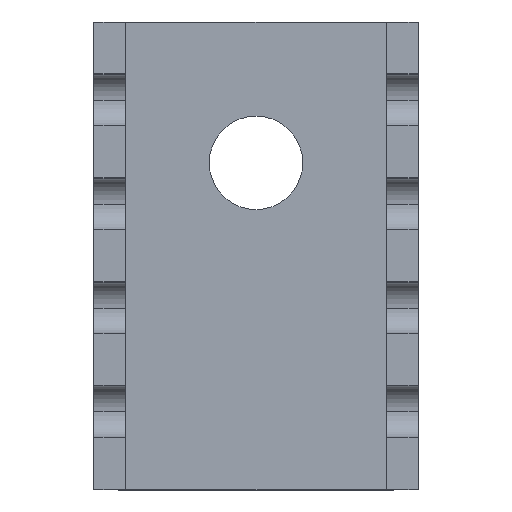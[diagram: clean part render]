
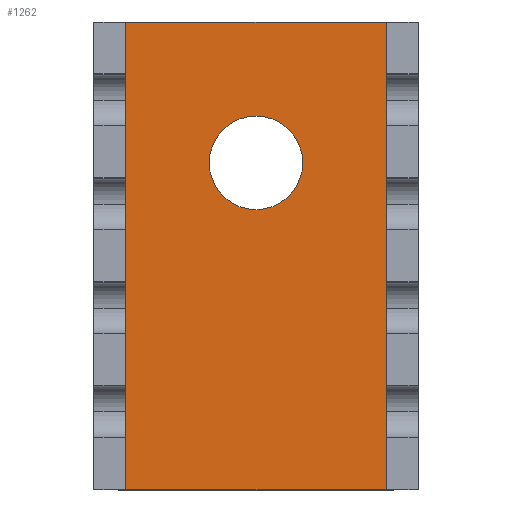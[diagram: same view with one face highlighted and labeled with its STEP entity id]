
A CAD part, top view. The second image highlights one B-rep face of the part: STEP entity #1262.
In plain terms, the highlighted planar face has unit normal (0, 0, 1).
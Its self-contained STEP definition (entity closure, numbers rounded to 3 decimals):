
#908=CARTESIAN_POINT('',(1.905,0.0,1.27));
#909=VERTEX_POINT('',#908);
#925=CARTESIAN_POINT('',(-1.905,0.,1.27));
#926=VERTEX_POINT('',#925);
#933=CARTESIAN_POINT('',(0.0,0.0,1.27));
#934=DIRECTION('',(0.0,0.0,-1.0));
#935=DIRECTION('',(1.0,0.0,0.0));
#936=AXIS2_PLACEMENT_3D('',#933,#934,#935);
#937=CIRCLE('',#936,1.905);
#938=EDGE_CURVE('',#909,#926,#937,.T.);
#1107=CARTESIAN_POINT('',(-6.605,5.72,1.27));
#1108=VERTEX_POINT('',#1107);
#1115=CARTESIAN_POINT('',(6.605,5.72,1.27));
#1116=VERTEX_POINT('',#1115);
#1117=CARTESIAN_POINT('',(-6.605,5.72,1.27));
#1118=DIRECTION('',(1.0,0.0,0.0));
#1119=VECTOR('',#1118,13.21);
#1120=LINE('',#1117,#1119);
#1121=EDGE_CURVE('',#1108,#1116,#1120,.T.);
#1167=CARTESIAN_POINT('',(6.605,-13.33,1.27));
#1168=VERTEX_POINT('',#1167);
#1169=CARTESIAN_POINT('',(6.605,5.72,1.27));
#1170=DIRECTION('',(0.0,-1.0,0.0));
#1171=VECTOR('',#1170,19.05);
#1172=LINE('',#1169,#1171);
#1173=EDGE_CURVE('',#1116,#1168,#1172,.T.);
#1190=CARTESIAN_POINT('',(0.0,0.0,1.27));
#1191=DIRECTION('',(0.0,0.0,-1.0));
#1192=DIRECTION('',(1.0,0.0,0.0));
#1193=AXIS2_PLACEMENT_3D('',#1190,#1191,#1192);
#1194=CIRCLE('',#1193,1.905);
#1195=EDGE_CURVE('',#926,#909,#1194,.T.);
#1208=CARTESIAN_POINT('',(-6.605,-13.33,1.27));
#1209=VERTEX_POINT('',#1208);
#1216=CARTESIAN_POINT('',(-6.605,-13.33,1.27));
#1217=DIRECTION('',(0.0,1.0,0.0));
#1218=VECTOR('',#1217,19.05);
#1219=LINE('',#1216,#1218);
#1220=EDGE_CURVE('',#1209,#1108,#1219,.T.);
#1236=CARTESIAN_POINT('',(6.605,-13.33,1.27));
#1237=DIRECTION('',(-1.0,0.0,0.0));
#1238=VECTOR('',#1237,13.21);
#1239=LINE('',#1236,#1238);
#1240=EDGE_CURVE('',#1168,#1209,#1239,.T.);
#1247=CARTESIAN_POINT('',(0.,-3.805,1.27));
#1248=DIRECTION('',(0.0,0.0,1.0));
#1249=DIRECTION('',(0.0,-1.0,0.0));
#1250=AXIS2_PLACEMENT_3D('',#1247,#1248,#1249);
#1251=PLANE('',#1250);
#1252=ORIENTED_EDGE('',*,*,#1220,.F.);
#1253=ORIENTED_EDGE('',*,*,#1240,.F.);
#1254=ORIENTED_EDGE('',*,*,#1173,.F.);
#1255=ORIENTED_EDGE('',*,*,#1121,.F.);
#1256=EDGE_LOOP('',(#1252,#1253,#1254,#1255));
#1257=FACE_OUTER_BOUND('',#1256,.T.);
#1258=ORIENTED_EDGE('',*,*,#938,.T.);
#1259=ORIENTED_EDGE('',*,*,#1195,.T.);
#1260=EDGE_LOOP('',(#1258,#1259));
#1261=FACE_BOUND('',#1260,.T.);
#1262=ADVANCED_FACE('',(#1257,#1261),#1251,.T.);
